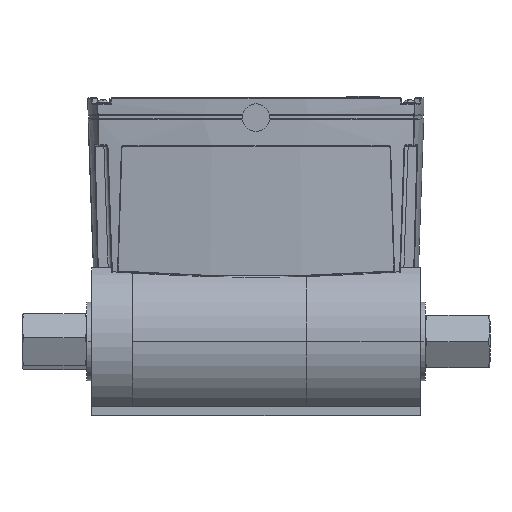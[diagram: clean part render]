
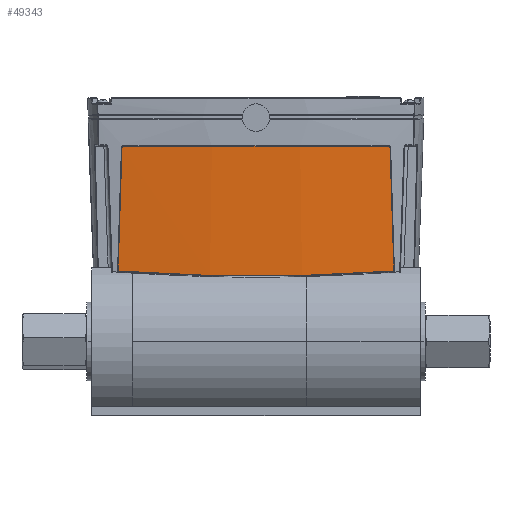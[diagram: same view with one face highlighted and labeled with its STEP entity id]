
A CAD part, top view. The second image highlights one B-rep face of the part: STEP entity #49343.
In plain terms, the highlighted cylindrical face has radius 685.838 mm (diameter 1371.68 mm), a partial arc.
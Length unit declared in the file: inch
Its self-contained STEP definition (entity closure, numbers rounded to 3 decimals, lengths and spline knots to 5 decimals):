
#1658 = ORIENTED_EDGE ( 'NONE', *, *, #37548, .T. ) ;
#2248 = VERTEX_POINT ( 'NONE', #6663 ) ;
#2292 = EDGE_CURVE ( 'NONE', #2248, #7061, #10689, .T. ) ;
#2507 = CARTESIAN_POINT ( 'NONE',  ( 13.52999, 3.94693, 1.00598 ) ) ;
#2708 = CARTESIAN_POINT ( 'NONE',  ( 8.08314, 3.9508, 1.00613 ) ) ;
#3187 = CARTESIAN_POINT ( 'NONE',  ( 13.6083, 1.43349, 0.91108 ) ) ;
#3288 = CARTESIAN_POINT ( 'NONE',  ( 12.67437, 1.36603, 1.00625 ) ) ;
#3443 = CARTESIAN_POINT ( 'NONE',  ( 10.80651, 1.29877, 1.10062 ) ) ;
#3557 = VERTEX_POINT ( 'NONE', #27753 ) ;
#3678 = CARTESIAN_POINT ( 'NONE',  ( 8.00471, 1.43349, 0.91108 ) ) ;
#4049 = CARTESIAN_POINT ( 'NONE',  ( 8.93865, 1.36603, 1.00625 ) ) ;
#6660 = CARTESIAN_POINT ( 'NONE',  ( 13.50038, 3.972, 1.00984 ) ) ;
#6663 = CARTESIAN_POINT ( 'NONE',  ( 8.00471, 1.43349, 0.91108 ) ) ;
#7061 = VERTEX_POINT ( 'NONE', #20504 ) ;
#7474 = CARTESIAN_POINT ( 'NONE',  ( 8.11263, 3.972, 1.00984 ) ) ;
#9097 = CARTESIAN_POINT ( 'NONE',  ( 13.53011, 3.94306, 1.00584 ) ) ;
#10689 = B_SPLINE_CURVE_WITH_KNOTS ( 'NONE', 3,
 ( #3678, #4049, #3443, #3288, #3187 ),
 .UNSPECIFIED., .F., .F.,
 ( 4, 1, 4 ),
 ( 0., 0.07117, 0.14233 ),
 .UNSPECIFIED. ) ;
#10748 = CARTESIAN_POINT ( 'NONE',  ( 13.55618, 3.10654, 0.97429 ) ) ;
#11352 = VERTEX_POINT ( 'NONE', #9097 ) ;
#11378 = CARTESIAN_POINT ( 'NONE',  ( 8.00471, 1.43349, 0.91108 ) ) ;
#12901 = VERTEX_POINT ( 'NONE', #7474 ) ;
#15271 = CARTESIAN_POINT ( 'NONE',  ( 13.52605, 3.95772, 1.00676 ) ) ;
#15310 = CARTESIAN_POINT ( 'NONE',  ( 8.11263, 3.972, 1.00984 ) ) ;
#16325 = ORIENTED_EDGE ( 'NONE', *, *, #2292, .T. ) ;
#18425 = VERTEX_POINT ( 'NONE', #6660 ) ;
#18862 = EDGE_LOOP ( 'NONE', ( #35683, #16325, #36612, #28992, #21479, #1658 ) ) ;
#19229 = CYLINDRICAL_SURFACE ( 'NONE', #51316, 27.0015 ) ;
#19543 = CARTESIAN_POINT ( 'NONE',  ( 13.51563, 3.9689, 1.0082 ) ) ;
#20276 = CARTESIAN_POINT ( 'NONE',  ( 10.80651, 3.97215, 1.18935 ) ) ;
#20504 = CARTESIAN_POINT ( 'NONE',  ( 13.6083, 1.43349, 0.91108 ) ) ;
#21479 = ORIENTED_EDGE ( 'NONE', *, *, #40416, .T. ) ;
#23838 = CARTESIAN_POINT ( 'NONE',  ( 13.50038, 3.972, 1.00984 ) ) ;
#23871 = CARTESIAN_POINT ( 'NONE',  ( 8.09791, 3.96838, 1.00823 ) ) ;
#23954 = CARTESIAN_POINT ( 'NONE',  ( 8.05683, 3.10654, 0.97429 ) ) ;
#24562 = CARTESIAN_POINT ( 'NONE',  ( 8.11263, 3.972, 1.00984 ) ) ;
#25749 = B_SPLINE_CURVE_WITH_KNOTS ( 'NONE', 3,
 ( #31884, #36205, #10748, #40512 ),
 .UNSPECIFIED., .F., .F.,
 ( 4, 4 ),
 ( 0., 0.06382 ),
 .UNSPECIFIED. ) ;
#27753 = CARTESIAN_POINT ( 'NONE',  ( 8.0829, 3.94306, 1.00584 ) ) ;
#28141 = CARTESIAN_POINT ( 'NONE',  ( 8.08647, 3.95828, 1.00673 ) ) ;
#28992 = ORIENTED_EDGE ( 'NONE', *, *, #43285, .T. ) ;
#31408 = FACE_OUTER_BOUND ( 'NONE', #18862, .T. ) ;
#31884 = CARTESIAN_POINT ( 'NONE',  ( 13.6083, 1.43349, 0.91108 ) ) ;
#32429 = CARTESIAN_POINT ( 'NONE',  ( 8.0829, 3.94306, 1.00584 ) ) ;
#35683 = ORIENTED_EDGE ( 'NONE', *, *, #54613, .T. ) ;
#36205 = CARTESIAN_POINT ( 'NONE',  ( 13.58224, 2.27002, 0.94271 ) ) ;
#36369 = CARTESIAN_POINT ( 'NONE',  ( 8.10878, 3.972, 1.00945 ) ) ;
#36520 = CARTESIAN_POINT ( 'NONE',  ( 13.53011, 3.94306, 1.00584 ) ) ;
#36612 = ORIENTED_EDGE ( 'NONE', *, *, #51821, .T. ) ;
#36812 = CARTESIAN_POINT ( 'NONE',  ( 8.03077, 2.27002, 0.94271 ) ) ;
#37280 = CARTESIAN_POINT ( 'NONE',  ( 13.50038, 3.972, 1.00984 ) ) ;
#37548 = EDGE_CURVE ( 'NONE', #12901, #3557, #51381, .T. ) ;
#38319 = DIRECTION ( 'NONE',  ( 0., 0.999, 0.035 ) ) ;
#40416 = EDGE_CURVE ( 'NONE', #18425, #12901, #54591, .T. ) ;
#40512 = CARTESIAN_POINT ( 'NONE',  ( 13.53011, 3.94306, 1.00584 ) ) ;
#40833 = CARTESIAN_POINT ( 'NONE',  ( 13.52913, 3.9507, 1.0062 ) ) ;
#41578 = CARTESIAN_POINT ( 'NONE',  ( 12.60242, 3.97206, 1.09993 ) ) ;
#42434 = CARTESIAN_POINT ( 'NONE',  ( 10.80651, 2.26513, -25.93195 ) ) ;
#43219 = B_SPLINE_CURVE_WITH_KNOTS ( 'NONE', 3,
 ( #53766, #23954, #36812, #11378 ),
 .UNSPECIFIED., .F., .F.,
 ( 4, 4 ),
 ( 0., 0.06382 ),
 .UNSPECIFIED. ) ;
#43285 = EDGE_CURVE ( 'NONE', #11352, #18425, #47532, .T. ) ;
#45123 = CARTESIAN_POINT ( 'NONE',  ( 13.52383, 3.96092, 1.00709 ) ) ;
#47532 = B_SPLINE_CURVE_WITH_KNOTS ( 'NONE', 3,
 ( #36520, #2507, #40833, #15271, #45123, #19543, #49357, #23838 ),
 .UNSPECIFIED., .F., .F.,
 ( 4, 2, 2, 4 ),
 ( 0., 0.00029, 0.00058, 0.00116 ),
 .UNSPECIFIED. ) ;
#49343 = ADVANCED_FACE ( 'NONE', ( #31408 ), #19229, .T. ) ;
#49357 = CARTESIAN_POINT ( 'NONE',  ( 13.50809, 3.972, 1.00906 ) ) ;
#49395 = CARTESIAN_POINT ( 'NONE',  ( 8.105, 3.97126, 1.00905 ) ) ;
#49505 = DIRECTION ( 'NONE',  ( 1., 0., 0. ) ) ;
#50120 = CARTESIAN_POINT ( 'NONE',  ( 9.01059, 3.97206, 1.09993 ) ) ;
#51316 = AXIS2_PLACEMENT_3D ( 'NONE', #42434, #38319, #49505 ) ;
#51381 = B_SPLINE_CURVE_WITH_KNOTS ( 'NONE', 3,
 ( #15310, #36369, #49395, #23871, #53668, #28141, #2708, #32429 ),
 .UNSPECIFIED., .F., .F.,
 ( 4, 2, 2, 4 ),
 ( 0., 0.00029, 0.00058, 0.00116 ),
 .UNSPECIFIED. ) ;
#51821 = EDGE_CURVE ( 'NONE', #7061, #11352, #25749, .T. ) ;
#53668 = CARTESIAN_POINT ( 'NONE',  ( 8.09466, 3.96625, 1.00783 ) ) ;
#53766 = CARTESIAN_POINT ( 'NONE',  ( 8.0829, 3.94306, 1.00584 ) ) ;
#54591 = B_SPLINE_CURVE_WITH_KNOTS ( 'NONE', 3,
 ( #37280, #41578, #20276, #50120, #24562 ),
 .UNSPECIFIED., .F., .F.,
 ( 4, 1, 4 ),
 ( 0., 0.06842, 0.13685 ),
 .UNSPECIFIED. ) ;
#54613 = EDGE_CURVE ( 'NONE', #3557, #2248, #43219, .T. ) ;
